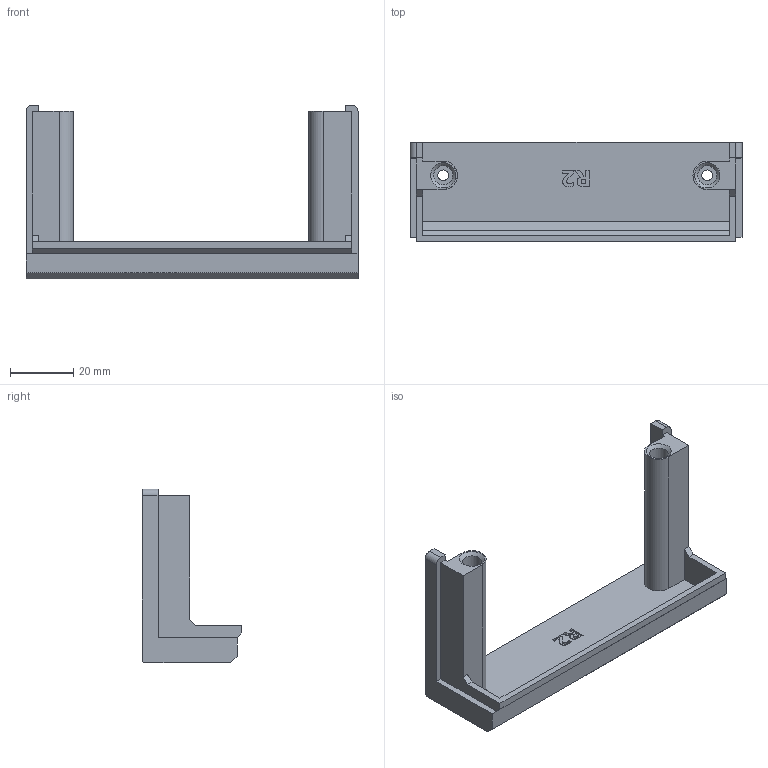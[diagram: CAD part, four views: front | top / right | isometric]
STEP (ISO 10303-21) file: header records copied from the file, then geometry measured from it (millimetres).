
FILE_DESCRIPTION(/* description */ (''),/* implementation_level */ '2;1');
FILE_NAME(/* name */ 'psu-cover_R.stp',/* time_stamp */ '2024-01-26T10:21:05+01:00',/* author */ ('Mikuláček'),/* organization */ (''),/* preprocessor_version */ 'ST-DEVELOPER v19.2',/* originating_system */ 'Autodesk Inventor 2023',/* authorisation */ '');
FILE_SCHEMA (('AUTOMOTIVE_DESIGN { 1 0 10303 214 3 1 1 }'));
Length unit declared in the file: millimetre
Products named in the file (1): psu-cover
Bounding box: 105 x 31.5 x 55 mm (x, y, z)
Volume: 20660.6 mm3; surface area: 16776.9 mm2
Topology: 1 solids, 1 shells, 111 faces, 296 edges, 192 vertices
Faces by surface type: plane 81, bspline 16, cylinder 10, cone 4
Full cylindrical faces by diameter (mm): 3.4 x2, 6 x4
Entity records: 3547 total; most frequent: CARTESIAN_POINT 808, ORIENTED_EDGE 592, DIRECTION 494, EDGE_CURVE 296, LINE 226, VECTOR 226, VERTEX_POINT 192, AXIS2_PLACEMENT_3D 134
